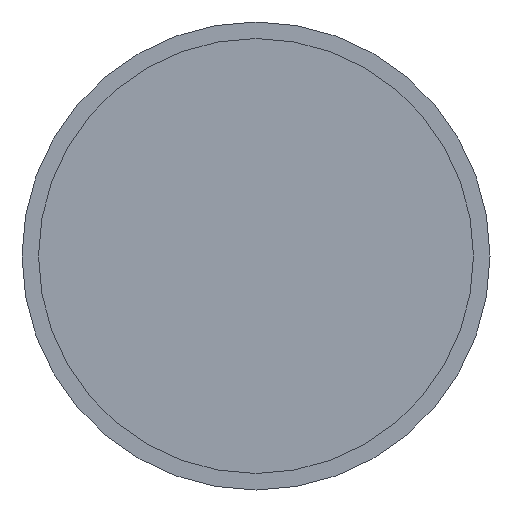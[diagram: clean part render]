
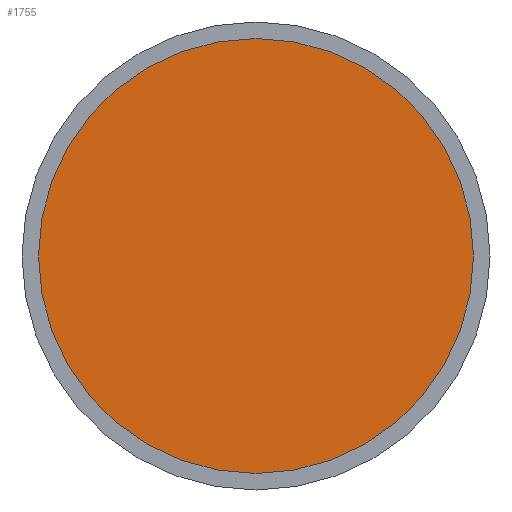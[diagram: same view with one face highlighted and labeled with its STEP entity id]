
A CAD part, front view. The second image highlights one B-rep face of the part: STEP entity #1755.
In plain terms, the highlighted planar face has unit normal (0, -1, 0).
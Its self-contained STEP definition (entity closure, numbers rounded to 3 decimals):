
#367 = DIRECTION ( 'NONE',  ( 0., 0., -1. ) ) ;
#419 = CIRCLE ( 'NONE', #1349, 46. ) ;
#466 = DIRECTION ( 'NONE',  ( 0., -1., 0. ) ) ;
#499 = CARTESIAN_POINT ( 'NONE',  ( 0., -2., 46. ) ) ;
#773 = EDGE_CURVE ( 'NONE', #1194, #2753, #419, .T. ) ;
#878 = DIRECTION ( 'NONE',  ( 0., -1., 0. ) ) ;
#967 = EDGE_LOOP ( 'NONE', ( #2275, #1572 ) ) ;
#1194 = VERTEX_POINT ( 'NONE', #499 ) ;
#1349 = AXIS2_PLACEMENT_3D ( 'NONE', #2541, #466, #1404 ) ;
#1404 = DIRECTION ( 'NONE',  ( 0., 0., -1. ) ) ;
#1474 = DIRECTION ( 'NONE',  ( 0., -1., 0. ) ) ;
#1560 = CARTESIAN_POINT ( 'NONE',  ( 0., -2., 0. ) ) ;
#1572 = ORIENTED_EDGE ( 'NONE', *, *, #773, .T. ) ;
#1755 = ADVANCED_FACE ( 'NONE', ( #2727 ), #1772, .T. ) ;
#1765 = AXIS2_PLACEMENT_3D ( 'NONE', #1560, #878, #2872 ) ;
#1772 = PLANE ( 'NONE',  #1765 ) ;
#1788 = EDGE_CURVE ( 'NONE', #2753, #1194, #2152, .T. ) ;
#2047 = CARTESIAN_POINT ( 'NONE',  ( 0., -2., 0. ) ) ;
#2152 = CIRCLE ( 'NONE', #2682, 46. ) ;
#2275 = ORIENTED_EDGE ( 'NONE', *, *, #1788, .T. ) ;
#2316 = CARTESIAN_POINT ( 'NONE',  ( 0., -2., -46. ) ) ;
#2541 = CARTESIAN_POINT ( 'NONE',  ( 0., -2., 0. ) ) ;
#2682 = AXIS2_PLACEMENT_3D ( 'NONE', #2047, #1474, #367 ) ;
#2727 = FACE_OUTER_BOUND ( 'NONE', #967, .T. ) ;
#2753 = VERTEX_POINT ( 'NONE', #2316 ) ;
#2872 = DIRECTION ( 'NONE',  ( 0., 0., -1. ) ) ;
